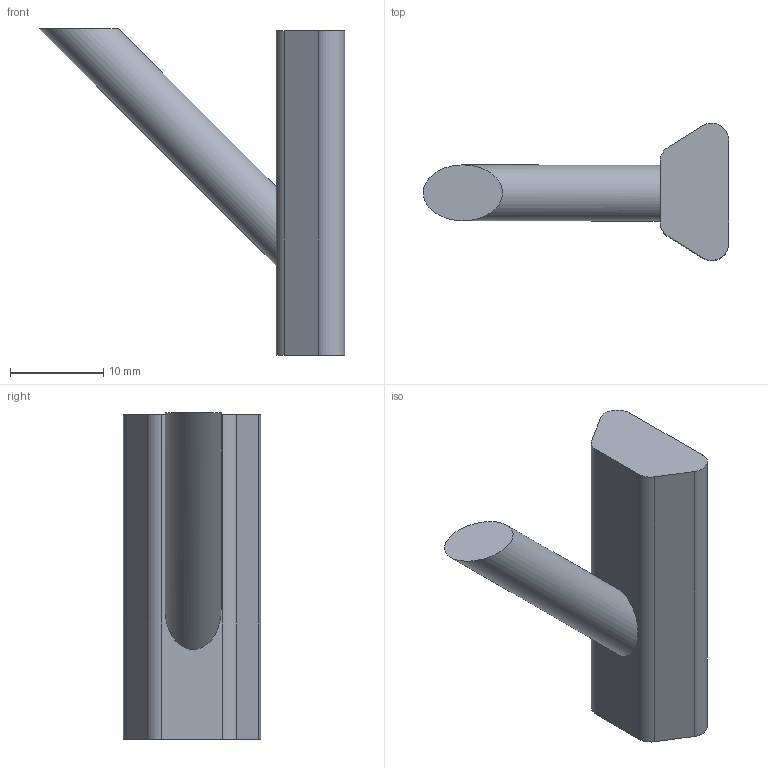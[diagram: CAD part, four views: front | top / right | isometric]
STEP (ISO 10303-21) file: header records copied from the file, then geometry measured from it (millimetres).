
FILE_DESCRIPTION(('FreeCAD Model'),'2;1');
FILE_NAME( 'hook.step', '2016-09-30T11:41:32',('Author'),(''), 'Open CASCADE STEP processor 6.8','FreeCAD','Unknown');
FILE_SCHEMA(('AUTOMOTIVE_DESIGN_CC2 { 1 2 10303 214 -1 1 5 4 }'));
Length unit declared in the file: millimetre
Products named in the file (2): ASSEMBLY; Hook_accessory
Assembly tree (1 placements, depth 2):
  ASSEMBLY
    Hook_accessory
Bounding box: 32.74 x 14.72 x 35 mm (x, y, z)
Volume: 4010 mm3; surface area: 2058.2 mm2
Topology: 1 solids, 1 shells, 12 faces, 28 edges, 19 vertices
Faces by surface type: bspline 10, cylinder 1, plane 1
Full cylindrical faces by diameter (mm): 6 x1
Entity records: 1469 total; most frequent: CARTESIAN_POINT 1050, B_SPLINE_CURVE_WITH_KNOTS 63, ORIENTED_EDGE 56, PCURVE 56, DEFINITIONAL_REPRESENTATION 56, EDGE_CURVE 28, SURFACE_CURVE 27, VERTEX_POINT 19
